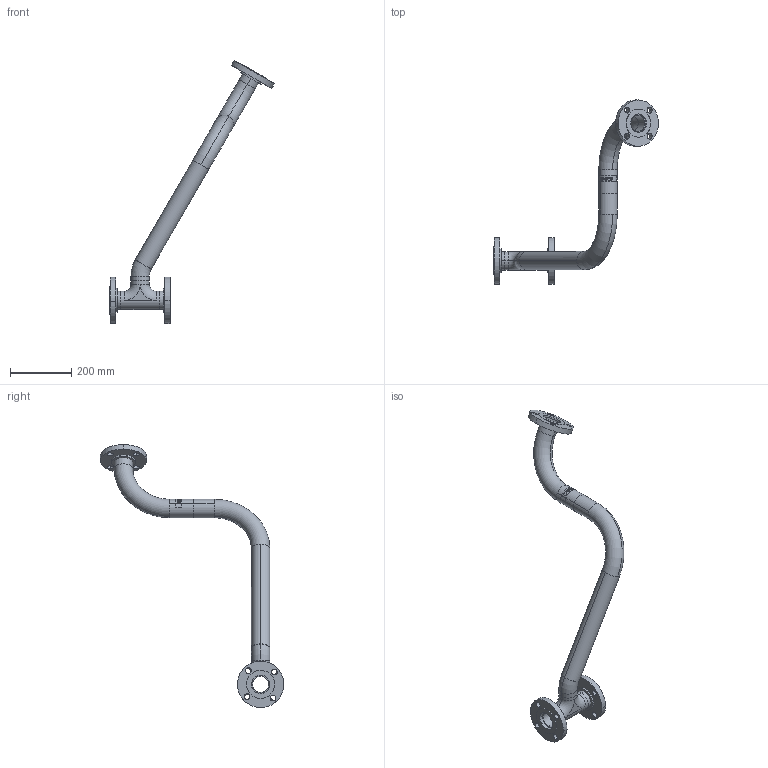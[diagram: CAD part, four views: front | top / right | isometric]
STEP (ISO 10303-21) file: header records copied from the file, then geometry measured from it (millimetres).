
FILE_DESCRIPTION (( 'STEP AP203' ), '1' );
FILE_NAME ('3974-13-50-016_REV_.step', '2026-02-01T23:50:41', ( '' ), ( '' ), 'SwSTEP 2.0', 'SolidWorks 2025', '' );
FILE_SCHEMA (( 'CONFIG_CONTROL_DESIGN' ));
Length unit declared in the file: millimetre
Products named in the file (9): 3435-50-016-04; OEM-50-150-SO-316L; 3435-50-016-01_Default<As Machined>; 3974-13-50-016_REV_; OEM-50-LR-40-316L_30 DEGREES; OEM-50NB-T-40-316L_OEM-50NB-T-40-316; 3435-50-016-03_Default<As Machined>; 3435-50-016-02_Default<As Machined>; 3435-50-016-05_Default<As Machined>
Assembly tree (9 placements, depth 2):
  3435-50-016-01_Default<As Machined>
  3974-13-50-016_REV_
    3435-50-016-05_Default<As Machined>
    OEM-50-150-SO-316L  x3
    OEM-50NB-T-40-316L_OEM-50NB-T-40-316
    3435-50-016-02_Default<As Machined>
    3435-50-016-03_Default<As Machined>
    OEM-50-LR-40-316L_30 DEGREES
    3435-50-016-04
Bounding box: 540.02 x 602 x 862.13 mm (x, y, z)
Volume: 1713422.5 mm3; surface area: 619641.7 mm2
Topology: 11 solids, 11 shells, 192 faces, 461 edges, 302 vertices
Faces by surface type: cylinder 96, plane 50, bspline 26, torus 20
Entity records: 11408 total; most frequent: CARTESIAN_POINT 6920, DIRECTION 731, ORIENTED_EDGE 730, EDGE_CURVE 365, AXIS2_PLACEMENT_3D 322, VERTEX_POINT 238, EDGE_LOOP 185, CIRCLE 184
